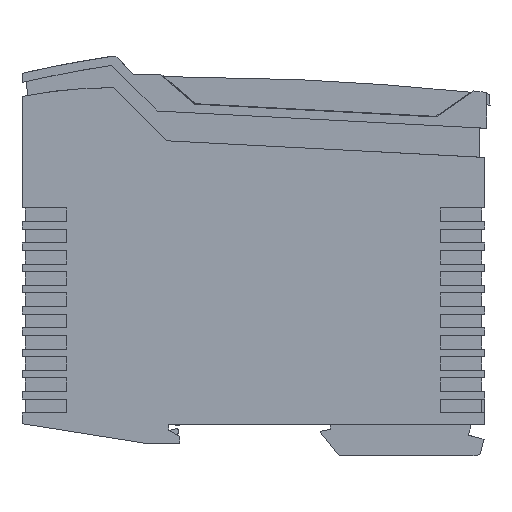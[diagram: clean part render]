
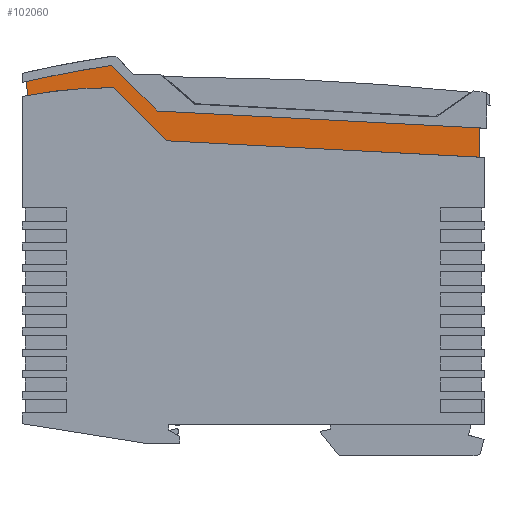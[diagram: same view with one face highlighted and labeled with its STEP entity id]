
A CAD part, left-side view. The second image highlights one B-rep face of the part: STEP entity #102060.
In plain terms, the highlighted planar face has unit normal (-1, 0, 0).
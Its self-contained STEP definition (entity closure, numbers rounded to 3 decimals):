
#88230=CARTESIAN_POINT('',(1.029,-31.617,
13.776));
#88240=DIRECTION('',(0.,-0.018,
1.));
#88250=VECTOR('',#88240,1.);
#88260=LINE('',#88230,#88250);
#88270=CARTESIAN_POINT('',(1.029,-31.832,
25.701));
#88280=VERTEX_POINT('',#88270);
#88290=CARTESIAN_POINT('',(1.029,-31.947,
32.03));
#88300=VERTEX_POINT('',#88290);
#88310=EDGE_CURVE('',#88280,#88300,#88260,.T.);
#88980=CARTESIAN_POINT('',(1.029,35.839,
29.247));
#88990=VERTEX_POINT('',#88980);
#89020=CARTESIAN_POINT('',(1.029,1.685,
27.457));
#89030=DIRECTION('',(0.,0.999,
0.052));
#89040=VECTOR('',#89030,1.);
#89050=LINE('',#89020,#89040);
#89060=EDGE_CURVE('',#88280,#88990,#89050,.T.);
#89910=CARTESIAN_POINT('',(1.029,47.345,
40.753));
#89920=VERTEX_POINT('',#89910);
#89950=CARTESIAN_POINT('',(1.029,1.685,
-4.907));
#89960=DIRECTION('',(0.,0.707,
0.707));
#89970=VECTOR('',#89960,1.);
#89980=LINE('',#89950,#89970);
#89990=EDGE_CURVE('',#88990,#89920,#89980,.T.);
#98200=CARTESIAN_POINT('',(1.029,1.685,
33.793));
#98210=DIRECTION('',(0.,0.999,
0.052));
#98220=VECTOR('',#98210,1.);
#98230=LINE('',#98200,#98220);
#98240=CARTESIAN_POINT('',(1.029,37.912,
35.691));
#98250=VERTEX_POINT('',#98240);
#98260=EDGE_CURVE('',#88300,#98250,#98230,.T.);
#101060=CARTESIAN_POINT('',(1.029,47.797,
45.576));
#101070=VERTEX_POINT('',#101060);
#101100=CARTESIAN_POINT('',(1.029,9.171,
-209.516));
#101110=DIRECTION('',(-1.,0.,0.));
#101120=DIRECTION('',(0.,-0.001,
-1.));
#101130=AXIS2_PLACEMENT_3D('',#101100,#101110,#101120);
#101140=CIRCLE('',#101130,258.);
#101150=CARTESIAN_POINT('',(1.029,66.145,
42.115));
#101160=VERTEX_POINT('',#101150);
#101170=EDGE_CURVE('',#101070,#101160,#101140,.T.);
#101620=CARTESIAN_POINT('',(1.029,1.685,
-0.535));
#101630=DIRECTION('',(0.,-0.707,
-0.707));
#101640=VECTOR('',#101630,1.);
#101650=LINE('',#101620,#101640);
#101660=EDGE_CURVE('',#101070,#98250,#101650,.T.);
#101780=CARTESIAN_POINT('',(1.029,7.354,
29.966));
#101790=DIRECTION('',(-1.,0.,0.));
#101800=DIRECTION('',(0.,-1.,
-0.001));
#101810=AXIS2_PLACEMENT_3D('',#101780,#101790,#101800);
#101820=PLANE('',#101810);
#101830=ORIENTED_EDGE('',*,*,#88310,.T.);
#101840=ORIENTED_EDGE('',*,*,#89060,.F.);
#101850=ORIENTED_EDGE('',*,*,#89990,.F.);
#101860=CARTESIAN_POINT('',(1.029,47.731,
-59.246));
#101870=DIRECTION('',(-1.,0.,0.));
#101880=DIRECTION('',(0.,-1.,0.));
#101890=AXIS2_PLACEMENT_3D('',#101860,#101870,#101880);
#101900=CIRCLE('',#101890,100.);
#101910=CARTESIAN_POINT('',(1.029,66.094,
39.053));
#101920=VERTEX_POINT('',#101910);
#101930=EDGE_CURVE('',#89920,#101920,#101900,.T.);
#101940=ORIENTED_EDGE('',*,*,#101930,.F.);
#101950=CARTESIAN_POINT('',(1.029,65.668,
13.776));
#101960=DIRECTION('',(0.,-0.017,
-1.));
#101970=VECTOR('',#101960,1.);
#101980=LINE('',#101950,#101970);
#101990=EDGE_CURVE('',#101160,#101920,#101980,.T.);
#102000=ORIENTED_EDGE('',*,*,#101990,.T.);
#102010=ORIENTED_EDGE('',*,*,#101170,.T.);
#102020=ORIENTED_EDGE('',*,*,#101660,.F.);
#102030=ORIENTED_EDGE('',*,*,#98260,.T.);
#102040=EDGE_LOOP('',(#102030,#102020,#102010,#102000,#101940,#101850,
#101840,#101830));
#102050=FACE_OUTER_BOUND('',#102040,.T.);
#102060=ADVANCED_FACE('',(#102050),#101820,.T.);
